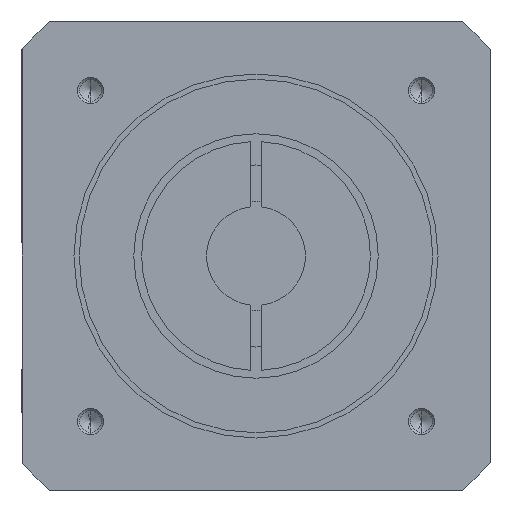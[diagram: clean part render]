
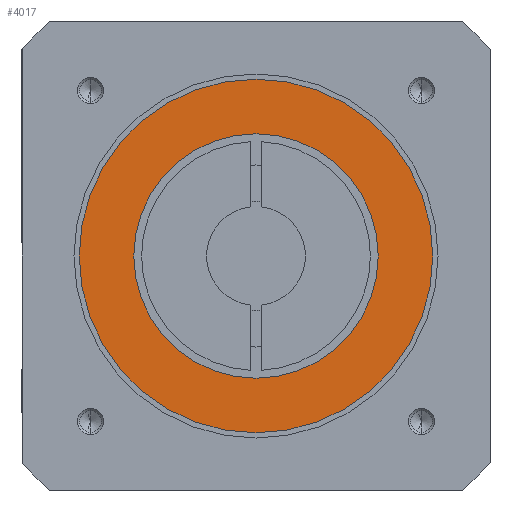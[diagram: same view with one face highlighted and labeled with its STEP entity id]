
A CAD part, front view. The second image highlights one B-rep face of the part: STEP entity #4017.
In plain terms, the highlighted planar face has unit normal (0, -1, 0).
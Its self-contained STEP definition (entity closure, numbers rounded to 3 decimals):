
#12 = AXIS2_PLACEMENT_3D ( 'NONE', #2360, #2694, #2085 ) ;
#347 = ORIENTED_EDGE ( 'NONE', *, *, #2018, .T. ) ;
#410 = CARTESIAN_POINT ( 'NONE',  ( 0., 28.5, 34. ) ) ;
#607 = EDGE_CURVE ( 'NONE', #3066, #1431, #3353, .T. ) ;
#713 = VERTEX_POINT ( 'NONE', #3646 ) ;
#787 = ORIENTED_EDGE ( 'NONE', *, *, #1650, .T. ) ;
#952 = ORIENTED_EDGE ( 'NONE', *, *, #2912, .F. ) ;
#965 = CARTESIAN_POINT ( 'NONE',  ( 0., 28.5, -34. ) ) ;
#980 = AXIS2_PLACEMENT_3D ( 'NONE', #3924, #1926, #3997 ) ;
#1174 = DIRECTION ( 'NONE',  ( 0., 0., -1. ) ) ;
#1189 = CARTESIAN_POINT ( 'NONE',  ( 0., 28.5, 0. ) ) ;
#1215 = FACE_OUTER_BOUND ( 'NONE', #2249, .T. ) ;
#1431 = VERTEX_POINT ( 'NONE', #410 ) ;
#1447 = EDGE_LOOP ( 'NONE', ( #787, #347 ) ) ;
#1501 = AXIS2_PLACEMENT_3D ( 'NONE', #2172, #3183, #1174 ) ;
#1523 = DIRECTION ( 'NONE',  ( 0., 0., 1. ) ) ;
#1650 = EDGE_CURVE ( 'NONE', #713, #4258, #3752, .T. ) ;
#1837 = PLANE ( 'NONE',  #1501 ) ;
#1926 = DIRECTION ( 'NONE',  ( 0., 1., 0. ) ) ;
#2002 = FACE_BOUND ( 'NONE', #1447, .T. ) ;
#2018 = EDGE_CURVE ( 'NONE', #4258, #713, #4033, .T. ) ;
#2085 = DIRECTION ( 'NONE',  ( 0., 0., 1. ) ) ;
#2172 = CARTESIAN_POINT ( 'NONE',  ( 23.5, 28.5, 0. ) ) ;
#2249 = EDGE_LOOP ( 'NONE', ( #952, #3506 ) ) ;
#2330 = CARTESIAN_POINT ( 'NONE',  ( 0., 28.5, 0. ) ) ;
#2360 = CARTESIAN_POINT ( 'NONE',  ( 0., 28.5, 0. ) ) ;
#2669 = DIRECTION ( 'NONE',  ( 0., 0., 1. ) ) ;
#2694 = DIRECTION ( 'NONE',  ( 0., 1., 0. ) ) ;
#2912 = EDGE_CURVE ( 'NONE', #1431, #3066, #2951, .T. ) ;
#2951 = CIRCLE ( 'NONE', #2967, 34. ) ;
#2965 = DIRECTION ( 'NONE',  ( 0., 1., 0. ) ) ;
#2967 = AXIS2_PLACEMENT_3D ( 'NONE', #1189, #3552, #1523 ) ;
#3066 = VERTEX_POINT ( 'NONE', #965 ) ;
#3095 = AXIS2_PLACEMENT_3D ( 'NONE', #2330, #2965, #2669 ) ;
#3183 = DIRECTION ( 'NONE',  ( 0., -1., 0. ) ) ;
#3353 = CIRCLE ( 'NONE', #3095, 34. ) ;
#3506 = ORIENTED_EDGE ( 'NONE', *, *, #607, .F. ) ;
#3552 = DIRECTION ( 'NONE',  ( 0., 1., 0. ) ) ;
#3577 = CARTESIAN_POINT ( 'NONE',  ( 0., 28.5, -23.5 ) ) ;
#3646 = CARTESIAN_POINT ( 'NONE',  ( 0., 28.5, 23.5 ) ) ;
#3752 = CIRCLE ( 'NONE', #980, 23.5 ) ;
#3924 = CARTESIAN_POINT ( 'NONE',  ( 0., 28.5, 0. ) ) ;
#3997 = DIRECTION ( 'NONE',  ( 0., 0., 1. ) ) ;
#4017 = ADVANCED_FACE ( 'NONE', ( #2002, #1215 ), #1837, .T. ) ;
#4033 = CIRCLE ( 'NONE', #12, 23.5 ) ;
#4258 = VERTEX_POINT ( 'NONE', #3577 ) ;
